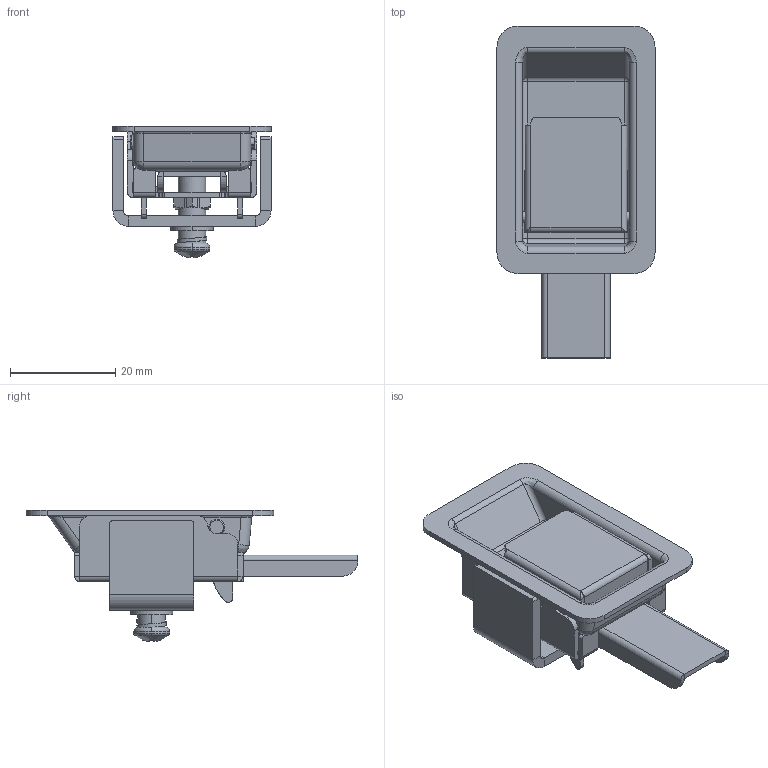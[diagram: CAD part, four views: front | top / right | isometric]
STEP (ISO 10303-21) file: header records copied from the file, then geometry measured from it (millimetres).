
FILE_DESCRIPTION(/* description */ (''),/* implementation_level */ '2;1');
FILE_NAME(/* name */ 'MS866-18',/* time_stamp */ '2024-11-22T14:48:31+08:00',/* author */ (''),/* organization */ (''),/* preprocessor_version */ 'ST-DEVELOPER v19.2',/* originating_system */ 'Rhino 8.5',/* authorisation */ '');
FILE_SCHEMA (('CONFIG_CONTROL_DESIGN'));
Length unit declared in the file: millimetre
Products named in the file (1): Document
Bounding box: 30 x 63 x 24.93 mm (x, y, z)
Surface area: 12825 mm2 (no closed solid volume)
Topology: 0 solids, 1 shells, 418 faces, 1162 edges, 698 vertices
Faces by surface type: plane 242, cylinder 133, bspline 43
Entity records: 15335 total; most frequent: CARTESIAN_POINT 6195, ORIENTED_EDGE 2299, EDGE_CURVE 1155, DIRECTION 1037, B_SPLINE_CURVE_WITH_KNOTS 805, AXIS2_PLACEMENT_3D 706, VERTEX_POINT 698, EDGE_LOOP 450
